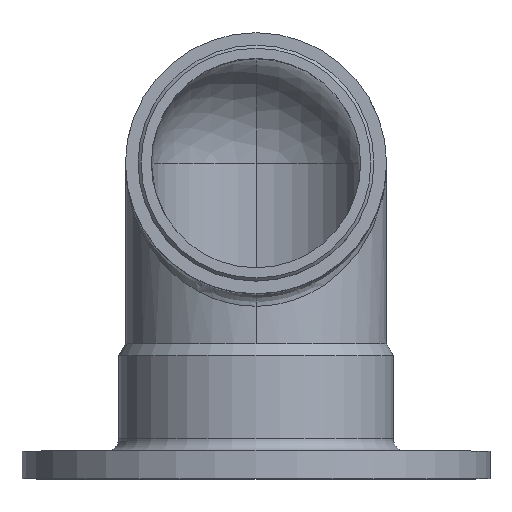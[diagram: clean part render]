
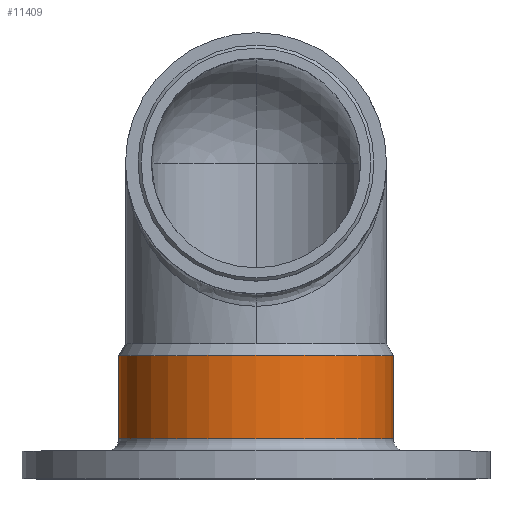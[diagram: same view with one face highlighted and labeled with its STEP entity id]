
A CAD part, top view. The second image highlights one B-rep face of the part: STEP entity #11409.
In plain terms, the highlighted cylindrical face has radius 22.3 mm (diameter 44.6 mm), a full revolution.
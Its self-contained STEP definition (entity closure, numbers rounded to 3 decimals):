
#37 = AXIS2_PLACEMENT_3D ( 'NONE', #6061, #3582, #4927 ) ;
#456 = FACE_OUTER_BOUND ( 'NONE', #1558, .T. ) ;
#1558 = EDGE_LOOP ( 'NONE', ( #3389 ) ) ;
#1965 = CIRCLE ( 'NONE', #11072, 22.3 ) ;
#2681 = CARTESIAN_POINT ( 'NONE',  ( 0., 20., 0. ) ) ;
#3389 = ORIENTED_EDGE ( 'NONE', *, *, #5767, .T. ) ;
#3582 = DIRECTION ( 'NONE',  ( 0., 1., 0. ) ) ;
#3925 = EDGE_LOOP ( 'NONE', ( #7731 ) ) ;
#4503 = CARTESIAN_POINT ( 'NONE',  ( 0., 6.5, 22.3 ) ) ;
#4549 = CARTESIAN_POINT ( 'NONE',  ( 22.3, 20., 0. ) ) ;
#4927 = DIRECTION ( 'NONE',  ( 0., 0., 1. ) ) ;
#5767 = EDGE_CURVE ( 'NONE', #5981, #5981, #1965, .T. ) ;
#5981 = VERTEX_POINT ( 'NONE', #4549 ) ;
#6061 = CARTESIAN_POINT ( 'NONE',  ( 0., 6.5, 0. ) ) ;
#6964 = EDGE_CURVE ( 'NONE', #8462, #8462, #7901, .T. ) ;
#7421 = AXIS2_PLACEMENT_3D ( 'NONE', #12057, #14726, #10632 ) ;
#7731 = ORIENTED_EDGE ( 'NONE', *, *, #6964, .T. ) ;
#7901 = CIRCLE ( 'NONE', #37, 22.3 ) ;
#8462 = VERTEX_POINT ( 'NONE', #4503 ) ;
#8855 = DIRECTION ( 'NONE',  ( 0., -1., 0. ) ) ;
#10632 = DIRECTION ( 'NONE',  ( 1., 0., 0. ) ) ;
#11072 = AXIS2_PLACEMENT_3D ( 'NONE', #2681, #8855, #11296 ) ;
#11296 = DIRECTION ( 'NONE',  ( 1., 0., 0. ) ) ;
#11409 = ADVANCED_FACE ( 'NONE', ( #13963, #456 ), #15698, .T. ) ;
#12057 = CARTESIAN_POINT ( 'NONE',  ( 0., 0., 0. ) ) ;
#13963 = FACE_OUTER_BOUND ( 'NONE', #3925, .T. ) ;
#14726 = DIRECTION ( 'NONE',  ( 0., -1., 0. ) ) ;
#15698 = CYLINDRICAL_SURFACE ( 'NONE', #7421, 22.3 ) ;
